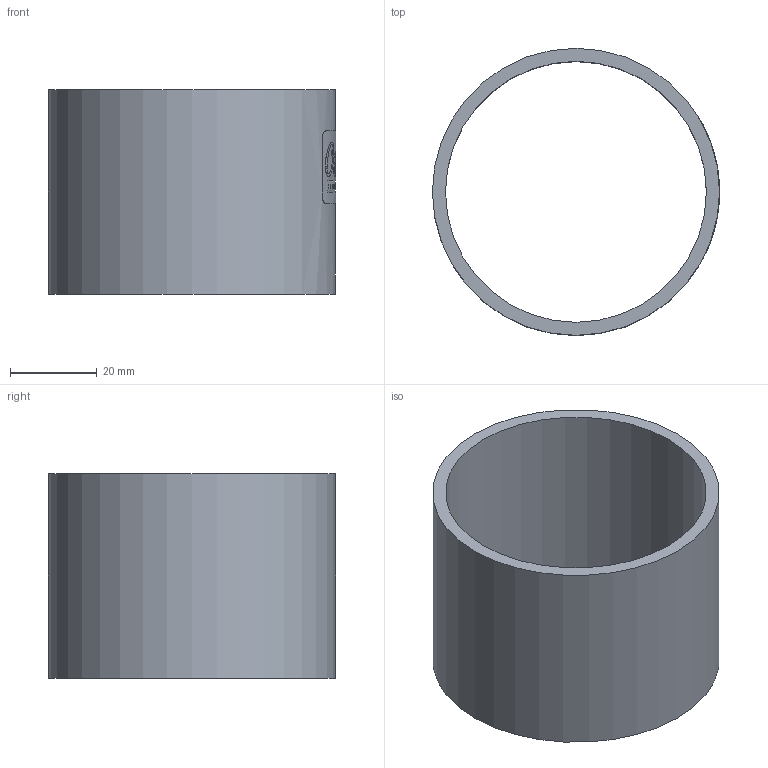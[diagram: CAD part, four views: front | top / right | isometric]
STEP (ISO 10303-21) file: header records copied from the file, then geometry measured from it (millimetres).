
FILE_DESCRIPTION(/* description */ (''),/* implementation_level */ '2;1');
FILE_NAME(/* name */ '51020_Muffe 2.stp',/* time_stamp */ '2015-05-18T11:26:53+02:00',/* author */ ('guzb562'),/* organization */ (''),/* preprocessor_version */ 'ST-DEVELOPER v15.6',/* originating_system */ 'Autodesk Inventor 2015',/* authorisation */ '27906,8 mm^3');
FILE_SCHEMA (('AUTOMOTIVE_DESIGN { 1 0 10303 214 3 1 1 }'));
Length unit declared in the file: millimetre
Products named in the file (1): 51020_Muffe 2
Bounding box: 66.02 x 66 x 47 mm (x, y, z)
Volume: 27914.8 mm3; surface area: 19799.3 mm2
Topology: 1 solids, 1 shells, 209 faces, 558 edges, 372 vertices
Faces by surface type: plane 103, bspline 78, cylinder 28
Full cylindrical faces by diameter (mm): 60 x1, 66 x1
Entity records: 8657 total; most frequent: CARTESIAN_POINT 3781, ORIENTED_EDGE 1106, DIRECTION 809, EDGE_CURVE 553, VERTEX_POINT 370, AXIS2_PLACEMENT_3D 288, EDGE_LOOP 235, LINE 233
